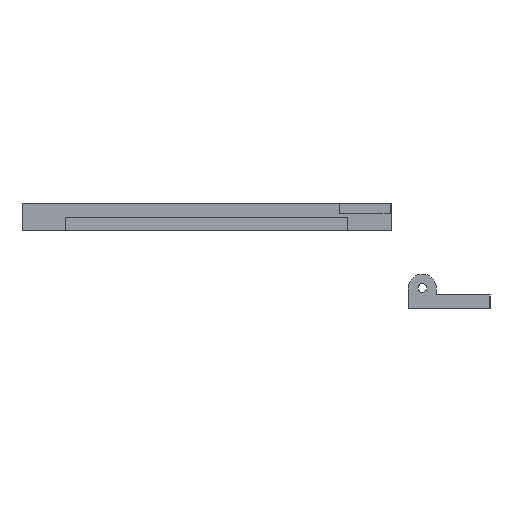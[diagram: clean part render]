
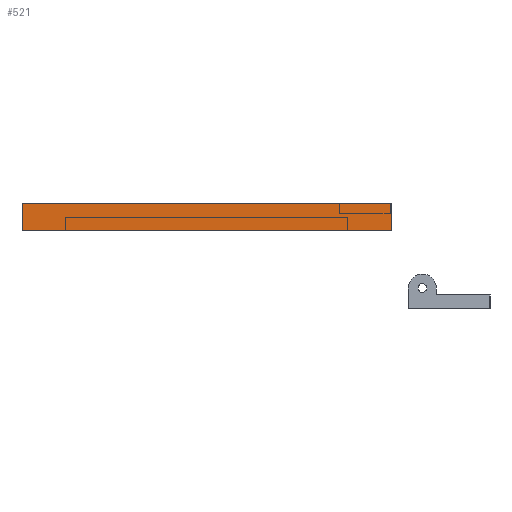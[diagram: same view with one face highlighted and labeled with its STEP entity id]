
A CAD part, front view. The second image highlights one B-rep face of the part: STEP entity #521.
In plain terms, the highlighted planar face has unit normal (0, -1, 0).
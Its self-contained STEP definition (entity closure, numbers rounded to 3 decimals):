
#521 = ADVANCED_FACE ( 'NONE', ( #1357 ), #4893, .F. ) ;
#691 = VECTOR ( 'NONE', #2970, 1000. ) ;
#897 = LINE ( 'NONE', #4447, #691 ) ;
#917 = ORIENTED_EDGE ( 'NONE', *, *, #5231, .F. ) ;
#1357 = FACE_OUTER_BOUND ( 'NONE', #5379, .T. ) ;
#1559 = ORIENTED_EDGE ( 'NONE', *, *, #9092, .T. ) ;
#1627 = CARTESIAN_POINT ( 'NONE',  ( -98., -288., 127.352 ) ) ;
#1804 = VECTOR ( 'NONE', #2796, 1000. ) ;
#2319 = LINE ( 'NONE', #9157, #4366 ) ;
#2706 = VECTOR ( 'NONE', #3940, 1000. ) ;
#2796 = DIRECTION ( 'NONE',  ( 0., 0., -1. ) ) ;
#2865 = VERTEX_POINT ( 'NONE', #1627 ) ;
#2970 = DIRECTION ( 'NONE',  ( 0., 0., -1. ) ) ;
#3452 = CARTESIAN_POINT ( 'NONE',  ( -98., -288., 127.352 ) ) ;
#3564 = CARTESIAN_POINT ( 'NONE',  ( -106., -288., 127.352 ) ) ;
#3736 = LINE ( 'NONE', #7135, #1804 ) ;
#3911 = EDGE_CURVE ( 'NONE', #2865, #6638, #897, .T. ) ;
#3940 = DIRECTION ( 'NONE',  ( -1., 0., 0. ) ) ;
#4080 = LINE ( 'NONE', #5350, #2706 ) ;
#4267 = DIRECTION ( 'NONE',  ( -1., 0., 0. ) ) ;
#4366 = VECTOR ( 'NONE', #4267, 1000. ) ;
#4447 = CARTESIAN_POINT ( 'NONE',  ( -98., -288., 127.352 ) ) ;
#4893 = PLANE ( 'NONE',  #8902 ) ;
#5231 = EDGE_CURVE ( 'NONE', #6638, #8689, #4080, .T. ) ;
#5248 = CARTESIAN_POINT ( 'NONE',  ( -98., -288., 21.352 ) ) ;
#5350 = CARTESIAN_POINT ( 'NONE',  ( -98., -288., 21.352 ) ) ;
#5379 = EDGE_LOOP ( 'NONE', ( #1559, #917, #9285, #6057 ) ) ;
#6057 = ORIENTED_EDGE ( 'NONE', *, *, #7403, .T. ) ;
#6638 = VERTEX_POINT ( 'NONE', #5248 ) ;
#7050 = DIRECTION ( 'NONE',  ( 0., 1., 0. ) ) ;
#7135 = CARTESIAN_POINT ( 'NONE',  ( -106., -288., 127.352 ) ) ;
#7403 = EDGE_CURVE ( 'NONE', #2865, #7425, #2319, .T. ) ;
#7425 = VERTEX_POINT ( 'NONE', #3564 ) ;
#8689 = VERTEX_POINT ( 'NONE', #9156 ) ;
#8902 = AXIS2_PLACEMENT_3D ( 'NONE', #3452, #7050, #9255 ) ;
#9092 = EDGE_CURVE ( 'NONE', #7425, #8689, #3736, .T. ) ;
#9156 = CARTESIAN_POINT ( 'NONE',  ( -106., -288., 21.352 ) ) ;
#9157 = CARTESIAN_POINT ( 'NONE',  ( -98., -288., 127.352 ) ) ;
#9255 = DIRECTION ( 'NONE',  ( 0., 0., -1. ) ) ;
#9285 = ORIENTED_EDGE ( 'NONE', *, *, #3911, .F. ) ;
